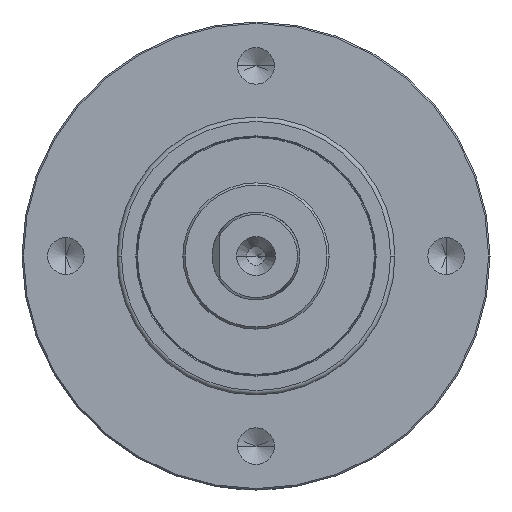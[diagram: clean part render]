
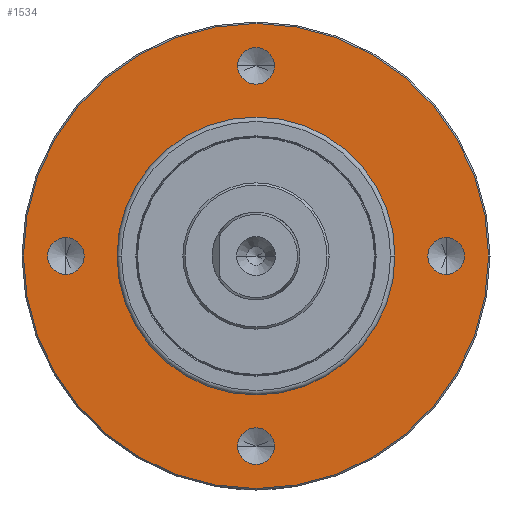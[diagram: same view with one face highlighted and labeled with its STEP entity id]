
A CAD part, left-side view. The second image highlights one B-rep face of the part: STEP entity #1534.
In plain terms, the highlighted planar face has unit normal (-1, 0, 0).
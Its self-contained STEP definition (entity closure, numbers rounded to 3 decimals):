
#346=CARTESIAN_POINT('',(0.,0.,0.));
#347=DIRECTION('',(1.,0.,0.));
#348=DIRECTION('',(0.,1.,0.));
#349=AXIS2_PLACEMENT_3D('',#346,#347,#348);
#360=CARTESIAN_POINT('',(0.,0.,0.));
#361=DIRECTION('',(-1.,0.,0.));
#362=DIRECTION('',(0.,1.,0.));
#363=AXIS2_PLACEMENT_3D('',#360,#361,#362);
#369=CARTESIAN_POINT('',(0.,0.,0.));
#370=DIRECTION('',(-1.,0.,0.));
#371=DIRECTION('',(0.,1.,0.));
#372=AXIS2_PLACEMENT_3D('',#369,#370,#371);
#374=CARTESIAN_POINT('',(0.,0.,0.));
#375=DIRECTION('',(-1.,0.,0.));
#376=DIRECTION('',(0.,-1.,0.));
#377=AXIS2_PLACEMENT_3D('',#374,#375,#376);
#379=CARTESIAN_POINT('',(0.,-13.,0.));
#380=DIRECTION('',(-1.,0.,0.));
#381=DIRECTION('',(0.,0.,-1.));
#382=AXIS2_PLACEMENT_3D('',#379,#380,#381);
#384=CARTESIAN_POINT('',(0.,-13.,0.));
#385=DIRECTION('',(-1.,0.,0.));
#386=DIRECTION('',(0.,0.,1.));
#387=AXIS2_PLACEMENT_3D('',#384,#385,#386);
#389=CARTESIAN_POINT('',(0.,0.,13.));
#390=DIRECTION('',(-1.,0.,0.));
#391=DIRECTION('',(0.,-1.,0.));
#392=AXIS2_PLACEMENT_3D('',#389,#390,#391);
#394=CARTESIAN_POINT('',(0.,0.,13.));
#395=DIRECTION('',(-1.,0.,0.));
#396=DIRECTION('',(0.,1.,0.));
#397=AXIS2_PLACEMENT_3D('',#394,#395,#396);
#399=CARTESIAN_POINT('',(0.,13.,0.));
#400=DIRECTION('',(-1.,0.,0.));
#401=DIRECTION('',(0.,0.,1.));
#402=AXIS2_PLACEMENT_3D('',#399,#400,#401);
#404=CARTESIAN_POINT('',(0.,13.,0.));
#405=DIRECTION('',(-1.,0.,0.));
#406=DIRECTION('',(0.,0.,-1.));
#407=AXIS2_PLACEMENT_3D('',#404,#405,#406);
#409=CARTESIAN_POINT('',(0.,0.,-13.));
#410=DIRECTION('',(-1.,0.,0.));
#411=DIRECTION('',(0.,1.,0.));
#412=AXIS2_PLACEMENT_3D('',#409,#410,#411);
#414=CARTESIAN_POINT('',(0.,0.,-13.));
#415=DIRECTION('',(-1.,0.,0.));
#416=DIRECTION('',(0.,-1.,0.));
#417=AXIS2_PLACEMENT_3D('',#414,#415,#416);
#894=CARTESIAN_POINT('',(0.,9.5,0.));
#895=CARTESIAN_POINT('',(0.,-9.5,0.));
#896=VERTEX_POINT('',#894);
#897=VERTEX_POINT('',#895);
#904=CARTESIAN_POINT('',(0.,1.25,-13.));
#905=CARTESIAN_POINT('',(0.,-1.25,-13.));
#906=VERTEX_POINT('',#904);
#907=VERTEX_POINT('',#905);
#914=CARTESIAN_POINT('',(0.,13.,1.25));
#915=CARTESIAN_POINT('',(0.,13.,-1.25));
#916=VERTEX_POINT('',#914);
#917=VERTEX_POINT('',#915);
#924=CARTESIAN_POINT('',(0.,-1.25,13.));
#925=CARTESIAN_POINT('',(0.,1.25,13.));
#926=VERTEX_POINT('',#924);
#927=VERTEX_POINT('',#925);
#934=CARTESIAN_POINT('',(0.,-13.,-1.25));
#935=CARTESIAN_POINT('',(0.,-13.,1.25));
#936=VERTEX_POINT('',#934);
#937=VERTEX_POINT('',#935);
#938=CARTESIAN_POINT('',(0.,15.9,0.));
#939=CARTESIAN_POINT('',(0.,-15.9,0.));
#940=VERTEX_POINT('',#938);
#941=VERTEX_POINT('',#939);
#1495=CARTESIAN_POINT('',(0.,0.,0.));
#1496=DIRECTION('',(1.,0.,0.));
#1497=DIRECTION('',(0.,-1.,0.));
#1498=AXIS2_PLACEMENT_3D('',#1495,#1496,#1497);
#1499=PLANE('',#1498);
#1501=ORIENTED_EDGE('',*,*,#1500,.F.);
#1503=ORIENTED_EDGE('',*,*,#1502,.F.);
#1504=EDGE_LOOP('',(#1501,#1503));
#1505=FACE_OUTER_BOUND('',#1504,.F.);
#1507=ORIENTED_EDGE('',*,*,#1506,.T.);
#1509=ORIENTED_EDGE('',*,*,#1508,.T.);
#1510=EDGE_LOOP('',(#1507,#1509));
#1511=FACE_BOUND('',#1510,.F.);
#1513=ORIENTED_EDGE('',*,*,#1512,.T.);
#1515=ORIENTED_EDGE('',*,*,#1514,.T.);
#1516=EDGE_LOOP('',(#1513,#1515));
#1517=FACE_BOUND('',#1516,.F.);
#1519=ORIENTED_EDGE('',*,*,#1518,.T.);
#1521=ORIENTED_EDGE('',*,*,#1520,.T.);
#1522=EDGE_LOOP('',(#1519,#1521));
#1523=FACE_BOUND('',#1522,.F.);
#1525=ORIENTED_EDGE('',*,*,#1524,.T.);
#1527=ORIENTED_EDGE('',*,*,#1526,.T.);
#1528=EDGE_LOOP('',(#1525,#1527));
#1529=FACE_BOUND('',#1528,.F.);
#1530=ORIENTED_EDGE('',*,*,#1489,.T.);
#1531=ORIENTED_EDGE('',*,*,#1475,.F.);
#1532=EDGE_LOOP('',(#1530,#1531));
#1533=FACE_BOUND('',#1532,.F.);
#1534=ADVANCED_FACE('',(#1505,#1511,#1517,#1523,#1529,#1533),#1499,.F.);
#350=CIRCLE('',#349,9.5);
#364=CIRCLE('',#363,9.5);
#373=CIRCLE('',#372,15.9);
#378=CIRCLE('',#377,15.9);
#383=CIRCLE('',#382,1.25);
#388=CIRCLE('',#387,1.25);
#393=CIRCLE('',#392,1.25);
#398=CIRCLE('',#397,1.25);
#403=CIRCLE('',#402,1.25);
#408=CIRCLE('',#407,1.25);
#413=CIRCLE('',#412,1.25);
#418=CIRCLE('',#417,1.25);
#1475=EDGE_CURVE('',#896,#897,#350,.T.);
#1489=EDGE_CURVE('',#896,#897,#364,.T.);
#1500=EDGE_CURVE('',#940,#941,#373,.T.);
#1502=EDGE_CURVE('',#941,#940,#378,.T.);
#1506=EDGE_CURVE('',#936,#937,#383,.T.);
#1508=EDGE_CURVE('',#937,#936,#388,.T.);
#1512=EDGE_CURVE('',#926,#927,#393,.T.);
#1514=EDGE_CURVE('',#927,#926,#398,.T.);
#1518=EDGE_CURVE('',#916,#917,#403,.T.);
#1520=EDGE_CURVE('',#917,#916,#408,.T.);
#1524=EDGE_CURVE('',#906,#907,#413,.T.);
#1526=EDGE_CURVE('',#907,#906,#418,.T.);
